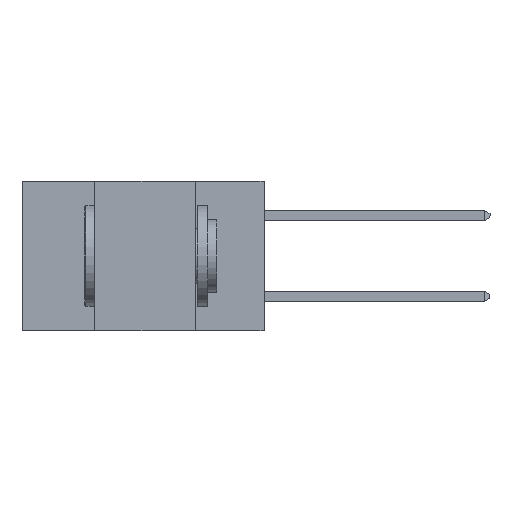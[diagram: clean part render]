
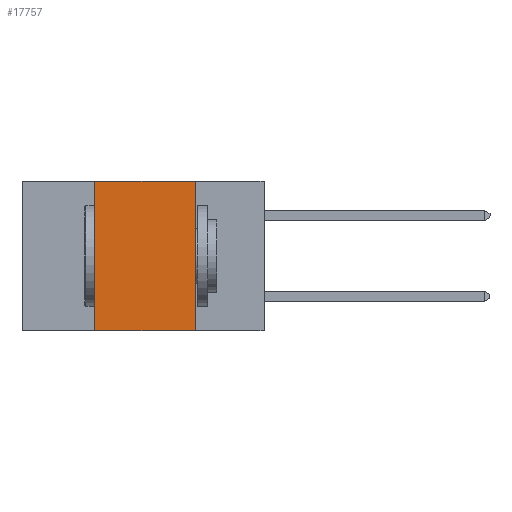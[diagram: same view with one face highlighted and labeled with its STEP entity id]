
A CAD part, left-side view. The second image highlights one B-rep face of the part: STEP entity #17757.
In plain terms, the highlighted planar face has unit normal (-1, 0, 0).
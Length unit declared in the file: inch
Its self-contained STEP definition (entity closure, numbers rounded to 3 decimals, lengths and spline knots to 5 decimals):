
#296 = VERTEX_POINT ( 'NONE', #12907 ) ;
#1656 = PLANE ( 'NONE',  #20866 ) ;
#2142 = EDGE_LOOP ( 'NONE', ( #16227, #16815, #20233, #21933 ) ) ;
#2365 = EDGE_CURVE ( 'NONE', #296, #4468, #13774, .T. ) ;
#2891 = DIRECTION ( 'NONE',  ( 0., -1., 0. ) ) ;
#2978 = CARTESIAN_POINT ( 'NONE',  ( 0., 0.17, -0.37 ) ) ;
#4434 = CARTESIAN_POINT ( 'NONE',  ( 0., 0.17, 0. ) ) ;
#4468 = VERTEX_POINT ( 'NONE', #2978 ) ;
#4629 = VERTEX_POINT ( 'NONE', #9535 ) ;
#5388 = DIRECTION ( 'NONE',  ( 1., 0., 0. ) ) ;
#6623 = CARTESIAN_POINT ( 'NONE',  ( 0., 0.6, 0. ) ) ;
#6650 = LINE ( 'NONE', #4434, #19555 ) ;
#7312 = EDGE_CURVE ( 'NONE', #296, #4629, #8610, .T. ) ;
#8610 = LINE ( 'NONE', #10757, #23134 ) ;
#9535 = CARTESIAN_POINT ( 'NONE',  ( 0., 0.42, 0. ) ) ;
#10094 = VECTOR ( 'NONE', #18348, 39.37008 ) ;
#10757 = CARTESIAN_POINT ( 'NONE',  ( 0., 0.42, 0. ) ) ;
#12671 = DIRECTION ( 'NONE',  ( 0., 0., 1. ) ) ;
#12907 = CARTESIAN_POINT ( 'NONE',  ( 0., 0.42, -0.37 ) ) ;
#13774 = LINE ( 'NONE', #18373, #10094 ) ;
#14688 = EDGE_CURVE ( 'NONE', #15535, #4468, #6650, .T. ) ;
#15455 = DIRECTION ( 'NONE',  ( 0., 0., -1. ) ) ;
#15535 = VERTEX_POINT ( 'NONE', #15750 ) ;
#15750 = CARTESIAN_POINT ( 'NONE',  ( 0., 0.17, 0. ) ) ;
#16227 = ORIENTED_EDGE ( 'NONE', *, *, #14688, .F. ) ;
#16407 = CARTESIAN_POINT ( 'NONE',  ( 0., 0.6, 0. ) ) ;
#16654 = VECTOR ( 'NONE', #2891, 39.37008 ) ;
#16815 = ORIENTED_EDGE ( 'NONE', *, *, #23144, .F. ) ;
#17209 = LINE ( 'NONE', #6623, #16654 ) ;
#17757 = ADVANCED_FACE ( 'NONE', ( #18009 ), #1656, .F. ) ;
#18009 = FACE_OUTER_BOUND ( 'NONE', #2142, .T. ) ;
#18255 = DIRECTION ( 'NONE',  ( 0., 0., -1. ) ) ;
#18348 = DIRECTION ( 'NONE',  ( 0., -1., 0. ) ) ;
#18373 = CARTESIAN_POINT ( 'NONE',  ( 0., 0.6, -0.37 ) ) ;
#19555 = VECTOR ( 'NONE', #15455, 39.37008 ) ;
#20233 = ORIENTED_EDGE ( 'NONE', *, *, #7312, .F. ) ;
#20866 = AXIS2_PLACEMENT_3D ( 'NONE', #16407, #5388, #18255 ) ;
#21933 = ORIENTED_EDGE ( 'NONE', *, *, #2365, .T. ) ;
#23134 = VECTOR ( 'NONE', #12671, 39.37008 ) ;
#23144 = EDGE_CURVE ( 'NONE', #4629, #15535, #17209, .T. ) ;
